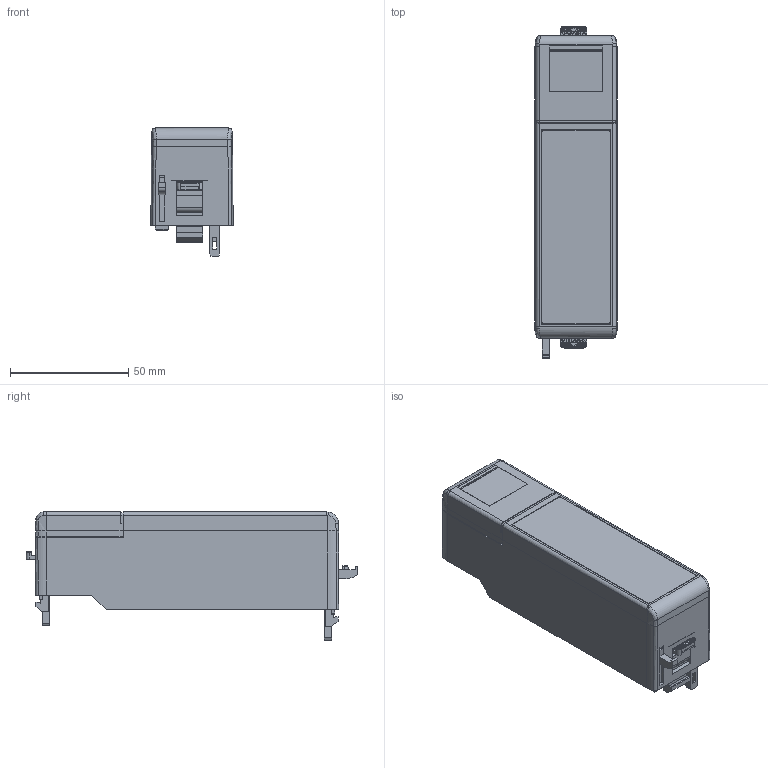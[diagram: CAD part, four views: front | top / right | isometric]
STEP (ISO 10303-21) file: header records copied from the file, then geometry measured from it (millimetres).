
FILE_DESCRIPTION (( 'STEP AP203' ), '1' );
FILE_NAME ('P3-FILL.STEP', '2010-10-28T13:54:56', ( '.adc' ), ( '' ), 'SwSTEP 2.0', 'SolidWorks 2009', '' );
FILE_SCHEMA (( 'CONFIG_CONTROL_DESIGN' ));
Length unit declared in the file: millimetre
Products named in the file (1): P3-FILL
Bounding box: 34.8 x 140.28 x 54.28 mm (x, y, z)
Volume: 173994.3 mm3; surface area: 29230 mm2
Topology: 1 solids, 5 shells, 886 faces, 2498 edges, 1656 vertices
Faces by surface type: plane 819, cylinder 37, bspline 18, cone 10, torus 2
Entity records: 28862 total; most frequent: CARTESIAN_POINT 6044, ORIENTED_EDGE 4996, DIRECTION 4230, EDGE_CURVE 2498, LINE 2324, VECTOR 2324, VERTEX_POINT 1656, AXIS2_PLACEMENT_3D 953
